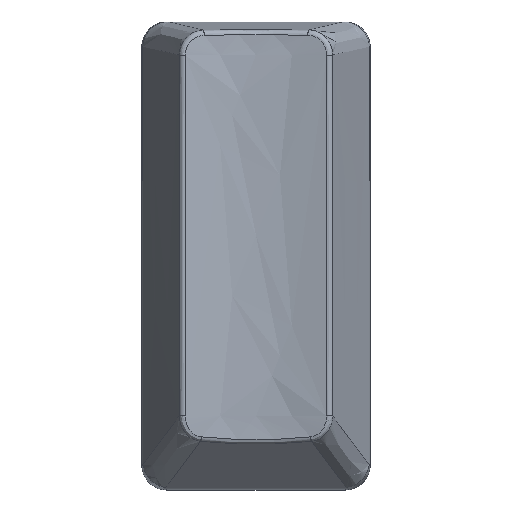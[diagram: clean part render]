
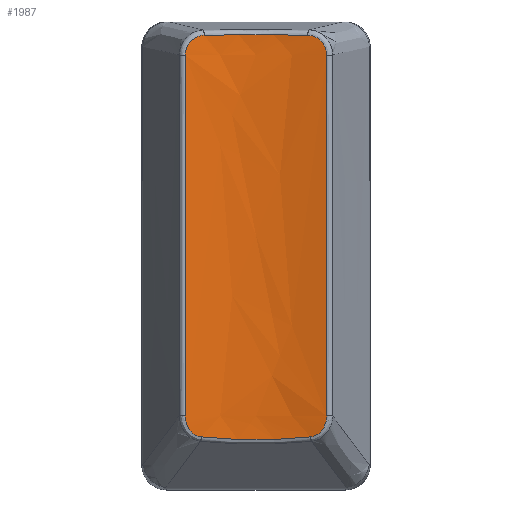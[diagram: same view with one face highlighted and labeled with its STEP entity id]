
A CAD part, top view. The second image highlights one B-rep face of the part: STEP entity #1987.
In plain terms, the highlighted free-form (B-spline) face has degree [1, 2] with [2, 3] control points.
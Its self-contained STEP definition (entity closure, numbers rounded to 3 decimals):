
#14=(
BOUNDED_SURFACE()
B_SPLINE_SURFACE(1,2,((#4758,#4759,#4760),(#4761,#4762,#4763)),
 .UNSPECIFIED.,.F.,.F.,.F.)
B_SPLINE_SURFACE_WITH_KNOTS((2,2),(3,3),(-1.43,0.063),
(-1.834,-1.307),.UNSPECIFIED.)
GEOMETRIC_REPRESENTATION_ITEM()
RATIONAL_B_SPLINE_SURFACE(((1.,0.965,1.),(1.,0.965,
1.)))
REPRESENTATION_ITEM('')
SURFACE()
);
#224=B_SPLINE_CURVE_WITH_KNOTS('',3,(#4500,#4501,#4502,#4503),
 .UNSPECIFIED.,.F.,.F.,(4,4),(0.,0.844),.UNSPECIFIED.);
#226=B_SPLINE_CURVE_WITH_KNOTS('',3,(#4537,#4538,#4539,#4540,#4541),
 .UNSPECIFIED.,.F.,.F.,(4,1,4),(0.,0.106,
0.248),.UNSPECIFIED.);
#228=B_SPLINE_CURVE_WITH_KNOTS('',3,(#4569,#4570,#4571,#4572),
 .UNSPECIFIED.,.F.,.F.,(4,4),(0.,2.868),
 .UNSPECIFIED.);
#230=B_SPLINE_CURVE_WITH_KNOTS('',3,(#4605,#4606,#4607,#4608,#4609),
 .UNSPECIFIED.,.F.,.F.,(4,1,4),(0.,0.134,
0.235),.UNSPECIFIED.);
#231=B_SPLINE_CURVE_WITH_KNOTS('',3,(#4632,#4633,#4634,#4635),
 .UNSPECIFIED.,.F.,.F.,(4,4),(0.,0.89),
 .UNSPECIFIED.);
#232=B_SPLINE_CURVE_WITH_KNOTS('',3,(#4663,#4664,#4665,#4666,#4667),
 .UNSPECIFIED.,.F.,.F.,(4,1,4),(0.,0.101,
0.235),.UNSPECIFIED.);
#233=B_SPLINE_CURVE_WITH_KNOTS('',3,(#4690,#4691,#4692,#4693),
 .UNSPECIFIED.,.F.,.F.,(4,4),(0.,2.868),.UNSPECIFIED.);
#235=B_SPLINE_CURVE_WITH_KNOTS('',3,(#4724,#4725,#4726,#4727,#4728),
 .UNSPECIFIED.,.F.,.F.,(4,1,4),(0.,0.106,
0.248),.UNSPECIFIED.);
#570=FACE_OUTER_BOUND('',#695,.T.);
#695=EDGE_LOOP('',(#1762,#1763,#1764,#1765,#1766,#1767,#1768,#1769));
#915=VERTEX_POINT('',#4490);
#918=VERTEX_POINT('',#4498);
#919=VERTEX_POINT('',#4529);
#921=VERTEX_POINT('',#4562);
#923=VERTEX_POINT('',#4598);
#924=VERTEX_POINT('',#4630);
#925=VERTEX_POINT('',#4661);
#926=VERTEX_POINT('',#4688);
#1198=EDGE_CURVE('',#918,#915,#224,.T.);
#1201=EDGE_CURVE('',#915,#919,#226,.T.);
#1204=EDGE_CURVE('',#919,#921,#228,.T.);
#1207=EDGE_CURVE('',#921,#923,#230,.T.);
#1209=EDGE_CURVE('',#923,#924,#231,.T.);
#1211=EDGE_CURVE('',#924,#925,#232,.T.);
#1213=EDGE_CURVE('',#925,#926,#233,.T.);
#1215=EDGE_CURVE('',#926,#918,#235,.T.);
#1762=ORIENTED_EDGE('',*,*,#1198,.F.);
#1763=ORIENTED_EDGE('',*,*,#1215,.F.);
#1764=ORIENTED_EDGE('',*,*,#1213,.F.);
#1765=ORIENTED_EDGE('',*,*,#1211,.F.);
#1766=ORIENTED_EDGE('',*,*,#1209,.F.);
#1767=ORIENTED_EDGE('',*,*,#1207,.F.);
#1768=ORIENTED_EDGE('',*,*,#1204,.F.);
#1769=ORIENTED_EDGE('',*,*,#1201,.F.);
#1987=ADVANCED_FACE('',(#570),#14,.T.);
#4490=CARTESIAN_POINT('',(4.117,17.541,7.941));
#4498=CARTESIAN_POINT('',(-4.117,17.541,7.941));
#4500=CARTESIAN_POINT('Ctrl Pts',(-4.117,17.541,7.941));
#4501=CARTESIAN_POINT('Ctrl Pts',(-1.406,17.587,7.416));
#4502=CARTESIAN_POINT('Ctrl Pts',(1.406,17.587,7.416));
#4503=CARTESIAN_POINT('Ctrl Pts',(4.117,17.541,7.941));
#4529=CARTESIAN_POINT('',(5.618,15.949,8.276));
#4537=CARTESIAN_POINT('Ctrl Pts',(4.117,17.541,7.941));
#4538=CARTESIAN_POINT('Ctrl Pts',(4.458,17.535,8.007));
#4539=CARTESIAN_POINT('Ctrl Pts',(5.248,17.24,8.182));
#4540=CARTESIAN_POINT('Ctrl Pts',(5.618,16.421,8.279));
#4541=CARTESIAN_POINT('Ctrl Pts',(5.618,15.949,8.276));
#4562=CARTESIAN_POINT('',(5.622,-12.733,8.058));
#4569=CARTESIAN_POINT('Ctrl Pts',(5.618,15.949,8.276));
#4570=CARTESIAN_POINT('Ctrl Pts',(5.619,6.389,8.203));
#4571=CARTESIAN_POINT('Ctrl Pts',(5.62,-3.172,8.13));
#4572=CARTESIAN_POINT('Ctrl Pts',(5.622,-12.733,8.058));
#4598=CARTESIAN_POINT('',(4.334,-14.399,7.74));
#4605=CARTESIAN_POINT('Ctrl Pts',(5.622,-12.733,8.058));
#4606=CARTESIAN_POINT('Ctrl Pts',(5.622,-13.181,8.054));
#4607=CARTESIAN_POINT('Ctrl Pts',(5.361,-13.977,7.974));
#4608=CARTESIAN_POINT('Ctrl Pts',(4.656,-14.364,7.806));
#4609=CARTESIAN_POINT('Ctrl Pts',(4.334,-14.399,7.74));
#4630=CARTESIAN_POINT('',(-4.334,-14.399,7.74));
#4632=CARTESIAN_POINT('Ctrl Pts',(4.334,-14.399,7.74));
#4633=CARTESIAN_POINT('Ctrl Pts',(1.494,-14.702,7.158));
#4634=CARTESIAN_POINT('Ctrl Pts',(-1.494,-14.702,7.158));
#4635=CARTESIAN_POINT('Ctrl Pts',(-4.334,-14.399,7.74));
#4661=CARTESIAN_POINT('',(-5.622,-12.733,8.058));
#4663=CARTESIAN_POINT('Ctrl Pts',(-4.334,-14.399,7.74));
#4664=CARTESIAN_POINT('Ctrl Pts',(-4.656,-14.364,7.806));
#4665=CARTESIAN_POINT('Ctrl Pts',(-5.361,-13.977,7.974));
#4666=CARTESIAN_POINT('Ctrl Pts',(-5.622,-13.181,8.054));
#4667=CARTESIAN_POINT('Ctrl Pts',(-5.622,-12.733,8.058));
#4688=CARTESIAN_POINT('',(-5.618,15.949,8.276));
#4690=CARTESIAN_POINT('Ctrl Pts',(-5.622,-12.733,8.058));
#4691=CARTESIAN_POINT('Ctrl Pts',(-5.62,-3.172,8.13));
#4692=CARTESIAN_POINT('Ctrl Pts',(-5.619,6.389,8.203));
#4693=CARTESIAN_POINT('Ctrl Pts',(-5.618,15.949,8.276));
#4724=CARTESIAN_POINT('Ctrl Pts',(-5.618,15.949,8.276));
#4725=CARTESIAN_POINT('Ctrl Pts',(-5.618,16.303,8.279));
#4726=CARTESIAN_POINT('Ctrl Pts',(-5.349,17.132,8.209));
#4727=CARTESIAN_POINT('Ctrl Pts',(-4.572,17.533,8.029));
#4728=CARTESIAN_POINT('Ctrl Pts',(-4.117,17.541,7.941));
#4758=CARTESIAN_POINT('Ctrl Pts',(5.622,-14.636,8.043));
#4759=CARTESIAN_POINT('Ctrl Pts',(0.,-14.624,
6.531));
#4760=CARTESIAN_POINT('Ctrl Pts',(-5.622,-14.636,8.043));
#4761=CARTESIAN_POINT('Ctrl Pts',(5.622,17.581,8.289));
#4762=CARTESIAN_POINT('Ctrl Pts',(0.,17.592,
6.777));
#4763=CARTESIAN_POINT('Ctrl Pts',(-5.622,17.581,8.289));
